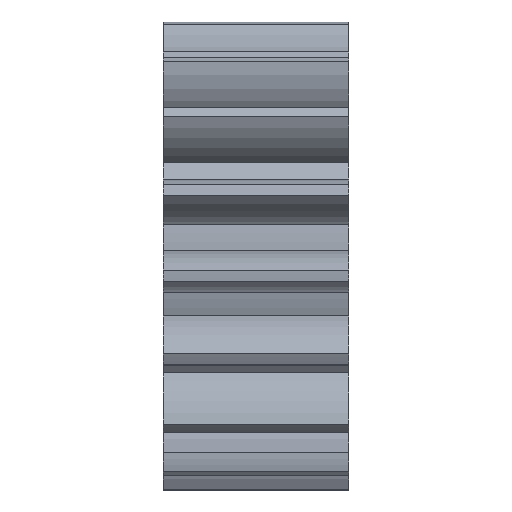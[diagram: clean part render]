
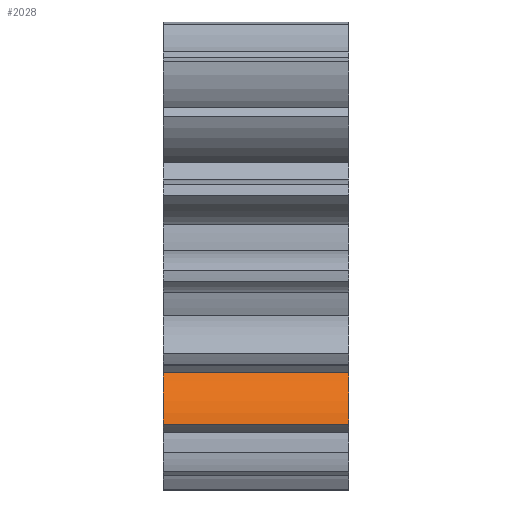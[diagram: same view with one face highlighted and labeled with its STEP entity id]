
A CAD part, top view. The second image highlights one B-rep face of the part: STEP entity #2028.
In plain terms, the highlighted cylindrical face has radius 4.318 mm (diameter 8.636 mm), a partial arc.
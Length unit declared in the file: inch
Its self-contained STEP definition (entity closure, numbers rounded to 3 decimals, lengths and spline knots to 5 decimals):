
#32 = FACE_OUTER_BOUND ( 'NONE', #714, .T. ) ;
#81 = CARTESIAN_POINT ( 'NONE',  ( 0.375, -0.34302, 0.32858 ) ) ;
#105 = CIRCLE ( 'NONE', #244, 0.17 ) ;
#118 = CARTESIAN_POINT ( 'NONE',  ( 0., -0.23897, 0.27324 ) ) ;
#175 = CARTESIAN_POINT ( 'NONE',  ( 0., -0.36587, 0.16012 ) ) ;
#201 = DIRECTION ( 'NONE',  ( 1., 0., 0. ) ) ;
#244 = AXIS2_PLACEMENT_3D ( 'NONE', #175, #1716, #414 ) ;
#255 = EDGE_CURVE ( 'NONE', #2544, #613, #1114, .T. ) ;
#352 = EDGE_CURVE ( 'NONE', #613, #1344, #602, .T. ) ;
#379 = DIRECTION ( 'NONE',  ( -1., 0., 0. ) ) ;
#414 = DIRECTION ( 'NONE',  ( 0., 0., -1. ) ) ;
#436 = VECTOR ( 'NONE', #201, 39.37008 ) ;
#471 = CARTESIAN_POINT ( 'NONE',  ( 0.1875, -0.34302, 0.32858 ) ) ;
#532 = ORIENTED_EDGE ( 'NONE', *, *, #2538, .T. ) ;
#546 = CARTESIAN_POINT ( 'NONE',  ( 0.375, -0.23897, 0.27324 ) ) ;
#584 = EDGE_CURVE ( 'NONE', #1344, #1227, #1520, .T. ) ;
#602 = CIRCLE ( 'NONE', #1730, 0.17 ) ;
#613 = VERTEX_POINT ( 'NONE', #81 ) ;
#623 = ORIENTED_EDGE ( 'NONE', *, *, #352, .T. ) ;
#714 = EDGE_LOOP ( 'NONE', ( #2561, #623, #1440, #532 ) ) ;
#816 = CARTESIAN_POINT ( 'NONE',  ( 0.375, -0.23897, 0.27324 ) ) ;
#846 = AXIS2_PLACEMENT_3D ( 'NONE', #1071, #379, #2525 ) ;
#1053 = CYLINDRICAL_SURFACE ( 'NONE', #846, 0.17 ) ;
#1071 = CARTESIAN_POINT ( 'NONE',  ( 0.375, -0.36587, 0.16012 ) ) ;
#1114 = LINE ( 'NONE', #471, #436 ) ;
#1178 = CARTESIAN_POINT ( 'NONE',  ( 0.375, -0.36587, 0.16012 ) ) ;
#1227 = VERTEX_POINT ( 'NONE', #118 ) ;
#1301 = CARTESIAN_POINT ( 'NONE',  ( 0., -0.34302, 0.32858 ) ) ;
#1344 = VERTEX_POINT ( 'NONE', #816 ) ;
#1440 = ORIENTED_EDGE ( 'NONE', *, *, #584, .T. ) ;
#1520 = LINE ( 'NONE', #546, #1941 ) ;
#1716 = DIRECTION ( 'NONE',  ( 1., 0., 0. ) ) ;
#1730 = AXIS2_PLACEMENT_3D ( 'NONE', #1178, #2631, #2146 ) ;
#1941 = VECTOR ( 'NONE', #2052, 39.37008 ) ;
#2028 = ADVANCED_FACE ( 'NONE', ( #32 ), #1053, .T. ) ;
#2052 = DIRECTION ( 'NONE',  ( -1., 0., 0. ) ) ;
#2146 = DIRECTION ( 'NONE',  ( 0., 0.798, 0.603 ) ) ;
#2525 = DIRECTION ( 'NONE',  ( 0., 0., 1. ) ) ;
#2538 = EDGE_CURVE ( 'NONE', #1227, #2544, #105, .T. ) ;
#2544 = VERTEX_POINT ( 'NONE', #1301 ) ;
#2561 = ORIENTED_EDGE ( 'NONE', *, *, #255, .T. ) ;
#2631 = DIRECTION ( 'NONE',  ( -1., 0., 0. ) ) ;
